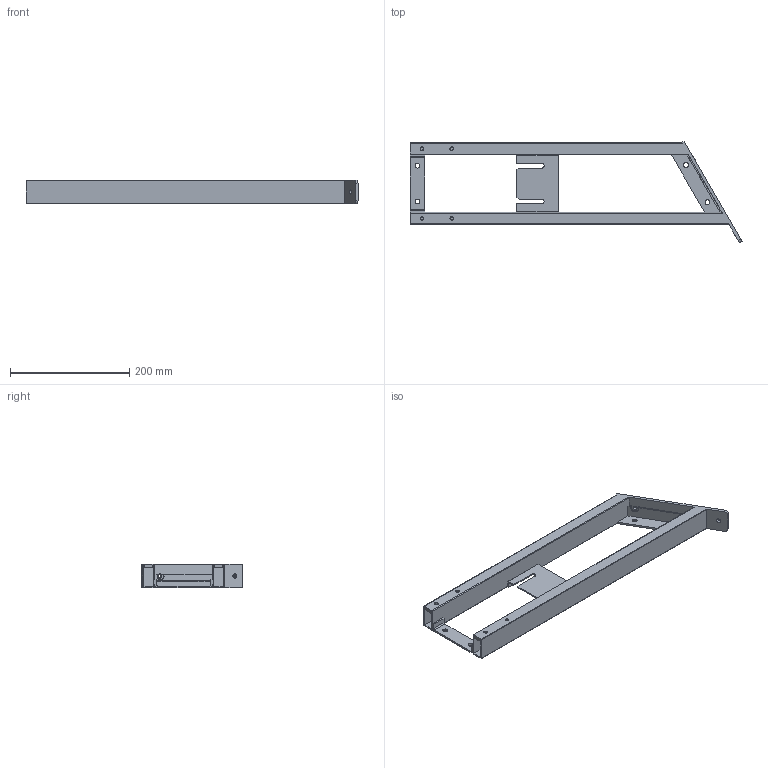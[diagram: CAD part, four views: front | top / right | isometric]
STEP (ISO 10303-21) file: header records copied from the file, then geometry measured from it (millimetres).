
FILE_DESCRIPTION((''),'2;1');
FILE_NAME('JC35TT-0002','2021-01-04T13:40:21',('Administrator'),('捷昌驱动'),'CREO PARAMETRIC BY PTC INC, 2018100','CREO PARAMETRIC BY PTC INC, 2018100','');
FILE_SCHEMA(('CONFIG_CONTROL_DESIGN'));
Length unit declared in the file: millimetre
Products named in the file (1): JC35TT-0002
Bounding box: 557.15 x 170.85 x 40 mm (x, y, z)
Volume: 300661.9 mm3; surface area: 263957.3 mm2
Topology: 1 solids, 5 shells, 122 faces, 352 edges, 232 vertices
Faces by surface type: plane 69, cylinder 53
Entity records: 4106 total; most frequent: CARTESIAN_POINT 746, ORIENTED_EDGE 688, DIRECTION 682, EDGE_CURVE 352, VECTOR 244, LINE 244, VERTEX_POINT 232, AXIS2_PLACEMENT_3D 219
